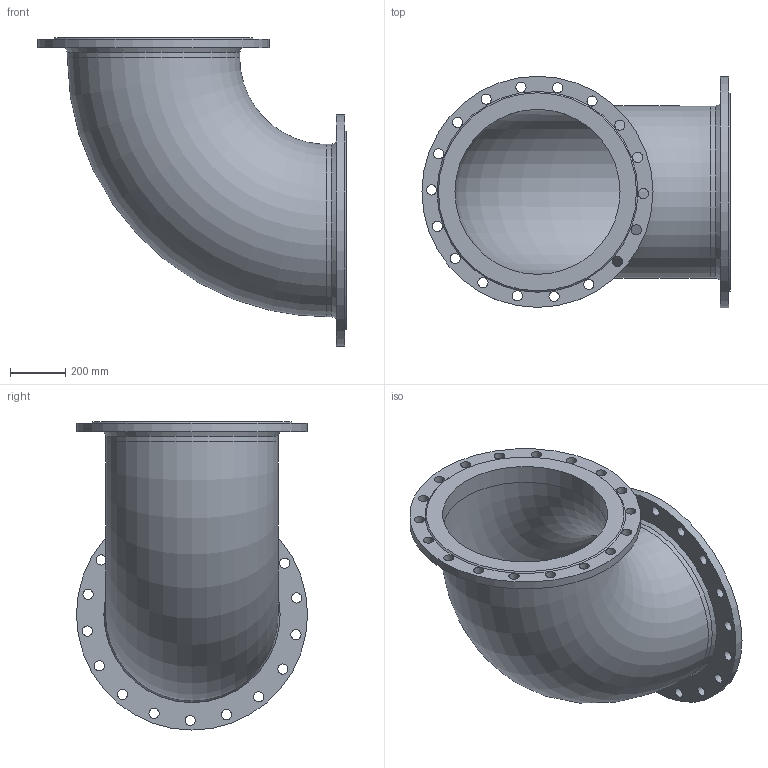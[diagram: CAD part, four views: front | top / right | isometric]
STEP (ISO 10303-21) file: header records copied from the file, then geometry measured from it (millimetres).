
FILE_DESCRIPTION (( 'STEP AP203' ), '1' );
FILE_NAME ('600-90-PN16.STEP', '2017-10-30T08:37:38', ( 'Windows User' ), ( 'AVK' ), 'SwSTEP 2.0', 'SolidWorks 2012', '' );
FILE_SCHEMA (( 'CONFIG_CONTROL_DESIGN' ));
Length unit declared in the file: millimetre
Products named in the file (1): 600-90-PN16
Bounding box: 1120 x 840 x 1120 mm (x, y, z)
Volume: 44043959.2 mm3; surface area: 5449112.8 mm2
Topology: 1 solids, 1 shells, 54 faces, 140 edges, 92 vertices
Faces by surface type: cylinder 42, plane 6, cone 4, torus 2
Full cylindrical faces by diameter (mm): 37 x36, 600 x2, 626.4 x2, 840 x2
Entity records: 1669 total; most frequent: DIRECTION 290, CARTESIAN_POINT 235, EDGE_LOOP 180, ORIENTED_EDGE 180, AXIS2_PLACEMENT_3D 145, FACE_OUTER_BOUND 98, VERTEX_POINT 90, CIRCLE 90
